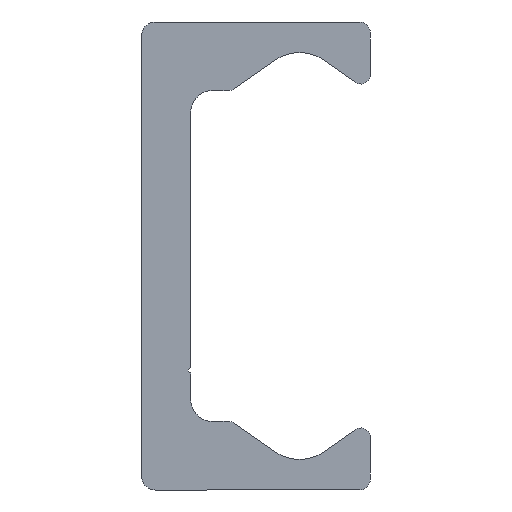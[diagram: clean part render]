
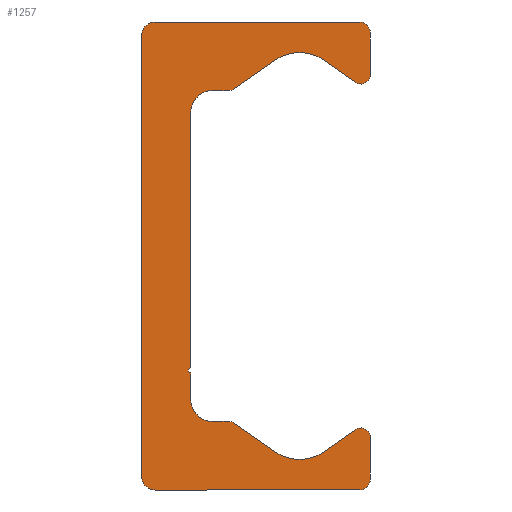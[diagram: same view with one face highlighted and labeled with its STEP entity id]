
A CAD part, left-side view. The second image highlights one B-rep face of the part: STEP entity #1257.
In plain terms, the highlighted planar face has unit normal (-1, 0, 0).
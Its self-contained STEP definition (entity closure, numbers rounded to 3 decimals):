
#372=CARTESIAN_POINT('',(0.0,9.25,-21.5));
#373=VERTEX_POINT('',#372);
#380=CARTESIAN_POINT('',(0.0,10.5,-20.25));
#381=VERTEX_POINT('',#380);
#382=CARTESIAN_POINT('',(0.0,9.25,-20.25));
#383=DIRECTION('',(1.0,0.0,0.0));
#384=DIRECTION('',(0.0,0.0,-1.0));
#385=AXIS2_PLACEMENT_3D('',#382,#383,#384);
#386=CIRCLE('',#385,1.25);
#387=EDGE_CURVE('',#373,#381,#386,.T.);
#411=CARTESIAN_POINT('',(0.0,-9.5,-21.5));
#412=VERTEX_POINT('',#411);
#419=CARTESIAN_POINT('',(0.0,-9.5,-21.5));
#420=DIRECTION('',(0.0,1.0,0.0));
#421=VECTOR('',#420,18.75);
#422=LINE('',#419,#421);
#423=EDGE_CURVE('',#412,#373,#422,.T.);
#443=CARTESIAN_POINT('',(0.0,-10.5,-20.5));
#444=VERTEX_POINT('',#443);
#451=CARTESIAN_POINT('',(0.0,-9.5,-20.5));
#452=DIRECTION('',(1.0,0.0,0.0));
#453=DIRECTION('',(0.0,-1.0,0.0));
#454=AXIS2_PLACEMENT_3D('',#451,#452,#453);
#455=CIRCLE('',#454,1.0);
#456=EDGE_CURVE('',#444,#412,#455,.T.);
#475=CARTESIAN_POINT('',(0.0,-10.5,-16.65));
#476=VERTEX_POINT('',#475);
#483=CARTESIAN_POINT('',(0.0,-10.5,-16.65));
#484=DIRECTION('',(0.0,0.0,-1.0));
#485=VECTOR('',#484,3.85);
#486=LINE('',#483,#485);
#487=EDGE_CURVE('',#476,#444,#486,.T.);
#507=CARTESIAN_POINT('',(0.0,-9.162,-15.954));
#508=VERTEX_POINT('',#507);
#515=CARTESIAN_POINT('',(0.0,-9.65,-16.65));
#516=DIRECTION('',(1.0,0.0,0.0));
#517=DIRECTION('',(0.0,0.574,0.819));
#518=AXIS2_PLACEMENT_3D('',#515,#516,#517);
#519=CIRCLE('',#518,0.85);
#520=EDGE_CURVE('',#508,#476,#519,.T.);
#539=CARTESIAN_POINT('',(0.0,-6.294,-17.962));
#540=VERTEX_POINT('',#539);
#547=CARTESIAN_POINT('',(0.0,-6.294,-17.962));
#548=DIRECTION('',(0.0,-0.819,0.574));
#549=VECTOR('',#548,3.501);
#550=LINE('',#547,#549);
#551=EDGE_CURVE('',#540,#508,#550,.T.);
#571=CARTESIAN_POINT('',(0.0,-1.706,-17.962));
#572=VERTEX_POINT('',#571);
#579=CARTESIAN_POINT('',(0.0,-4.,-14.685));
#580=DIRECTION('',(-1.0,0.0,0.0));
#581=DIRECTION('',(0.0,0.574,0.819));
#582=AXIS2_PLACEMENT_3D('',#579,#580,#581);
#583=CIRCLE('',#582,4.0);
#584=EDGE_CURVE('',#572,#540,#583,.T.);
#603=CARTESIAN_POINT('',(0.0,1.981,-15.381));
#604=VERTEX_POINT('',#603);
#611=CARTESIAN_POINT('',(0.0,1.981,-15.381));
#612=DIRECTION('',(0.0,-0.819,-0.574));
#613=VECTOR('',#612,4.5);
#614=LINE('',#611,#613);
#615=EDGE_CURVE('',#604,#572,#614,.T.);
#635=CARTESIAN_POINT('',(0.0,2.554,-15.2));
#636=VERTEX_POINT('',#635);
#643=CARTESIAN_POINT('',(0.0,2.554,-16.2));
#644=DIRECTION('',(1.0,0.0,0.0));
#645=DIRECTION('',(0.0,0.0,1.0));
#646=AXIS2_PLACEMENT_3D('',#643,#644,#645);
#647=CIRCLE('',#646,1.);
#648=EDGE_CURVE('',#636,#604,#647,.T.);
#667=CARTESIAN_POINT('',(0.0,4.0,-15.2));
#668=VERTEX_POINT('',#667);
#675=CARTESIAN_POINT('',(0.0,4.0,-15.2));
#676=DIRECTION('',(0.0,-1.0,0.0));
#677=VECTOR('',#676,1.446);
#678=LINE('',#675,#677);
#679=EDGE_CURVE('',#668,#636,#678,.T.);
#699=CARTESIAN_POINT('',(0.0,6.,-13.2));
#700=VERTEX_POINT('',#699);
#707=CARTESIAN_POINT('',(0.0,4.,-13.2));
#708=DIRECTION('',(-1.0,0.0,0.0));
#709=DIRECTION('',(0.0,0.0,1.0));
#710=AXIS2_PLACEMENT_3D('',#707,#708,#709);
#711=CIRCLE('',#710,2.0);
#712=EDGE_CURVE('',#700,#668,#711,.T.);
#731=CARTESIAN_POINT('',(0.0,6.,-10.75));
#732=VERTEX_POINT('',#731);
#739=CARTESIAN_POINT('',(0.0,6.,-10.75));
#740=DIRECTION('',(0.0,0.0,-1.0));
#741=VECTOR('',#740,2.45);
#742=LINE('',#739,#741);
#743=EDGE_CURVE('',#732,#700,#742,.T.);
#763=CARTESIAN_POINT('',(0.0,6.,-10.25));
#764=VERTEX_POINT('',#763);
#771=CARTESIAN_POINT('',(0.0,6.,-10.5));
#772=DIRECTION('',(-1.0,0.0,0.0));
#773=DIRECTION('',(0.0,0.0,1.0));
#774=AXIS2_PLACEMENT_3D('',#771,#772,#773);
#775=CIRCLE('',#774,0.25);
#776=EDGE_CURVE('',#764,#732,#775,.T.);
#795=CARTESIAN_POINT('',(0.0,6.,13.2));
#796=VERTEX_POINT('',#795);
#803=CARTESIAN_POINT('',(0.0,6.,13.2));
#804=DIRECTION('',(0.0,0.0,-1.0));
#805=VECTOR('',#804,23.45);
#806=LINE('',#803,#805);
#807=EDGE_CURVE('',#796,#764,#806,.T.);
#845=CARTESIAN_POINT('',(0.0,4.0,15.2));
#846=VERTEX_POINT('',#845);
#853=CARTESIAN_POINT('',(0.0,4.,13.2));
#854=DIRECTION('',(-1.0,0.0,0.0));
#855=DIRECTION('',(0.0,-1.0,0.0));
#856=AXIS2_PLACEMENT_3D('',#853,#854,#855);
#857=CIRCLE('',#856,2.0);
#858=EDGE_CURVE('',#846,#796,#857,.T.);
#877=CARTESIAN_POINT('',(0.0,2.554,15.2));
#878=VERTEX_POINT('',#877);
#885=CARTESIAN_POINT('',(0.0,2.554,15.2));
#886=DIRECTION('',(0.0,1.0,0.0));
#887=VECTOR('',#886,1.446);
#888=LINE('',#885,#887);
#889=EDGE_CURVE('',#878,#846,#888,.T.);
#909=CARTESIAN_POINT('',(0.0,1.981,15.381));
#910=VERTEX_POINT('',#909);
#917=CARTESIAN_POINT('',(0.0,2.554,16.2));
#918=DIRECTION('',(1.0,0.0,0.0));
#919=DIRECTION('',(0.0,-0.574,-0.819));
#920=AXIS2_PLACEMENT_3D('',#917,#918,#919);
#921=CIRCLE('',#920,1.);
#922=EDGE_CURVE('',#910,#878,#921,.T.);
#941=CARTESIAN_POINT('',(0.0,-1.706,17.962));
#942=VERTEX_POINT('',#941);
#949=CARTESIAN_POINT('',(0.0,-1.706,17.962));
#950=DIRECTION('',(0.0,0.819,-0.574));
#951=VECTOR('',#950,4.5);
#952=LINE('',#949,#951);
#953=EDGE_CURVE('',#942,#910,#952,.T.);
#973=CARTESIAN_POINT('',(0.0,-6.294,17.962));
#974=VERTEX_POINT('',#973);
#981=CARTESIAN_POINT('',(0.0,-4.,14.685));
#982=DIRECTION('',(-1.0,0.0,0.0));
#983=DIRECTION('',(0.0,-0.574,-0.819));
#984=AXIS2_PLACEMENT_3D('',#981,#982,#983);
#985=CIRCLE('',#984,4.0);
#986=EDGE_CURVE('',#974,#942,#985,.T.);
#1005=CARTESIAN_POINT('',(0.0,-9.162,15.954));
#1006=VERTEX_POINT('',#1005);
#1013=CARTESIAN_POINT('',(0.0,-9.162,15.954));
#1014=DIRECTION('',(0.0,0.819,0.574));
#1015=VECTOR('',#1014,3.501);
#1016=LINE('',#1013,#1015);
#1017=EDGE_CURVE('',#1006,#974,#1016,.T.);
#1037=CARTESIAN_POINT('',(0.0,-10.5,16.65));
#1038=VERTEX_POINT('',#1037);
#1045=CARTESIAN_POINT('',(0.0,-9.65,16.65));
#1046=DIRECTION('',(1.0,0.0,0.0));
#1047=DIRECTION('',(0.0,-1.0,0.0));
#1048=AXIS2_PLACEMENT_3D('',#1045,#1046,#1047);
#1049=CIRCLE('',#1048,0.85);
#1050=EDGE_CURVE('',#1038,#1006,#1049,.T.);
#1069=CARTESIAN_POINT('',(0.0,-10.5,20.5));
#1070=VERTEX_POINT('',#1069);
#1077=CARTESIAN_POINT('',(0.0,-10.5,20.5));
#1078=DIRECTION('',(0.0,0.0,-1.0));
#1079=VECTOR('',#1078,3.85);
#1080=LINE('',#1077,#1079);
#1081=EDGE_CURVE('',#1070,#1038,#1080,.T.);
#1101=CARTESIAN_POINT('',(0.0,-9.5,21.5));
#1102=VERTEX_POINT('',#1101);
#1109=CARTESIAN_POINT('',(0.0,-9.5,20.5));
#1110=DIRECTION('',(1.0,0.0,0.0));
#1111=DIRECTION('',(0.0,0.0,1.0));
#1112=AXIS2_PLACEMENT_3D('',#1109,#1110,#1111);
#1113=CIRCLE('',#1112,1.0);
#1114=EDGE_CURVE('',#1102,#1070,#1113,.T.);
#1133=CARTESIAN_POINT('',(0.0,9.25,21.5));
#1134=VERTEX_POINT('',#1133);
#1141=CARTESIAN_POINT('',(0.0,9.25,21.5));
#1142=DIRECTION('',(0.0,-1.0,0.0));
#1143=VECTOR('',#1142,18.75);
#1144=LINE('',#1141,#1143);
#1145=EDGE_CURVE('',#1134,#1102,#1144,.T.);
#1165=CARTESIAN_POINT('',(0.0,10.5,20.25));
#1166=VERTEX_POINT('',#1165);
#1173=CARTESIAN_POINT('',(0.0,9.25,20.25));
#1174=DIRECTION('',(1.0,0.0,0.0));
#1175=DIRECTION('',(0.0,1.0,0.0));
#1176=AXIS2_PLACEMENT_3D('',#1173,#1174,#1175);
#1177=CIRCLE('',#1176,1.25);
#1178=EDGE_CURVE('',#1166,#1134,#1177,.T.);
#1196=CARTESIAN_POINT('',(0.0,10.5,-20.25));
#1197=DIRECTION('',(0.0,0.0,1.0));
#1198=VECTOR('',#1197,40.5);
#1199=LINE('',#1196,#1198);
#1200=EDGE_CURVE('',#381,#1166,#1199,.T.);
#1224=CARTESIAN_POINT('',(0.0,2.66,-0.019));
#1225=DIRECTION('',(1.0,0.0,0.0));
#1226=DIRECTION('',(0.0,0.0,-1.0));
#1227=AXIS2_PLACEMENT_3D('',#1224,#1225,#1226);
#1228=PLANE('',#1227);
#1229=ORIENTED_EDGE('',*,*,#1200,.F.);
#1230=ORIENTED_EDGE('',*,*,#387,.F.);
#1231=ORIENTED_EDGE('',*,*,#423,.F.);
#1232=ORIENTED_EDGE('',*,*,#456,.F.);
#1233=ORIENTED_EDGE('',*,*,#487,.F.);
#1234=ORIENTED_EDGE('',*,*,#520,.F.);
#1235=ORIENTED_EDGE('',*,*,#551,.F.);
#1236=ORIENTED_EDGE('',*,*,#584,.F.);
#1237=ORIENTED_EDGE('',*,*,#615,.F.);
#1238=ORIENTED_EDGE('',*,*,#648,.F.);
#1239=ORIENTED_EDGE('',*,*,#679,.F.);
#1240=ORIENTED_EDGE('',*,*,#712,.F.);
#1241=ORIENTED_EDGE('',*,*,#743,.F.);
#1242=ORIENTED_EDGE('',*,*,#776,.F.);
#1243=ORIENTED_EDGE('',*,*,#807,.F.);
#1244=ORIENTED_EDGE('',*,*,#858,.F.);
#1245=ORIENTED_EDGE('',*,*,#889,.F.);
#1246=ORIENTED_EDGE('',*,*,#922,.F.);
#1247=ORIENTED_EDGE('',*,*,#953,.F.);
#1248=ORIENTED_EDGE('',*,*,#986,.F.);
#1249=ORIENTED_EDGE('',*,*,#1017,.F.);
#1250=ORIENTED_EDGE('',*,*,#1050,.F.);
#1251=ORIENTED_EDGE('',*,*,#1081,.F.);
#1252=ORIENTED_EDGE('',*,*,#1114,.F.);
#1253=ORIENTED_EDGE('',*,*,#1145,.F.);
#1254=ORIENTED_EDGE('',*,*,#1178,.F.);
#1255=EDGE_LOOP('',(#1229,#1230,#1231,#1232,#1233,#1234,#1235,#1236,#1237,#1238,#1239,#1240,#1241,#1242,#1243,#1244,#1245,#1246,#1247,#1248,#1249,#1250,#1251,#1252,#1253,#1254));
#1256=FACE_OUTER_BOUND('',#1255,.T.);
#1257=ADVANCED_FACE('',(#1256),#1228,.F.);
